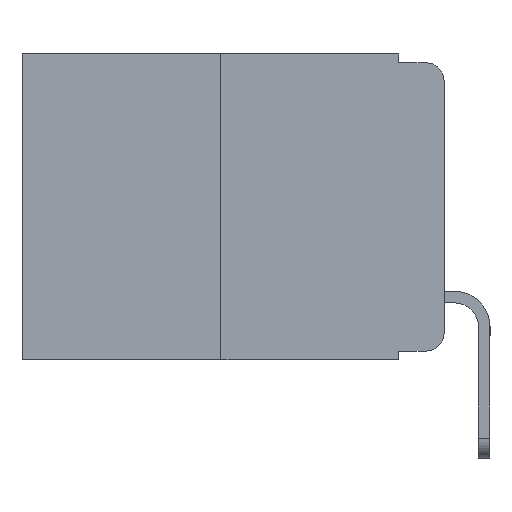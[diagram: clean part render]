
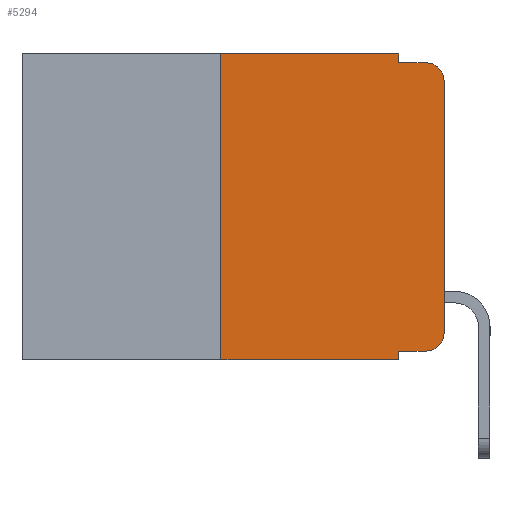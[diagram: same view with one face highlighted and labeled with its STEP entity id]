
A CAD part, left-side view. The second image highlights one B-rep face of the part: STEP entity #5294.
In plain terms, the highlighted planar face has unit normal (-1, 0, 0).
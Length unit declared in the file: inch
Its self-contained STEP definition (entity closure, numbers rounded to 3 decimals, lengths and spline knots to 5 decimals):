
#299 = VECTOR ( 'NONE', #5159, 39.37008 ) ;
#356 = DIRECTION ( 'NONE',  ( 0., -1., 0. ) ) ;
#631 = CARTESIAN_POINT ( 'NONE',  ( 0., 0., -0.03 ) ) ;
#905 = VERTEX_POINT ( 'NONE', #3321 ) ;
#984 = ORIENTED_EDGE ( 'NONE', *, *, #9741, .F. ) ;
#1214 = CARTESIAN_POINT ( 'NONE',  ( 0., 0.051, -0.343 ) ) ;
#1321 = CARTESIAN_POINT ( 'NONE',  ( 0., 0.02, -0.03 ) ) ;
#2635 = DIRECTION ( 'NONE',  ( 0., 0., -1. ) ) ;
#2699 = ORIENTED_EDGE ( 'NONE', *, *, #9743, .F. ) ;
#2966 = VECTOR ( 'NONE', #6556, 39.37008 ) ;
#3043 = ORIENTED_EDGE ( 'NONE', *, *, #9722, .T. ) ;
#3174 = CARTESIAN_POINT ( 'NONE',  ( 0., 0.02, -0.333 ) ) ;
#3220 = ORIENTED_EDGE ( 'NONE', *, *, #9801, .T. ) ;
#3321 = CARTESIAN_POINT ( 'NONE',  ( 0., 0.25, -0.343 ) ) ;
#3378 = VECTOR ( 'NONE', #13999, 39.37008 ) ;
#3901 = CARTESIAN_POINT ( 'NONE',  ( 0., 0.051, -0.01 ) ) ;
#3951 = CARTESIAN_POINT ( 'NONE',  ( 0., 0.051, 0. ) ) ;
#4154 = VECTOR ( 'NONE', #356, 39.37008 ) ;
#4380 = LINE ( 'NONE', #10392, #10622 ) ;
#4520 = ORIENTED_EDGE ( 'NONE', *, *, #9017, .F. ) ;
#4607 = VERTEX_POINT ( 'NONE', #6132 ) ;
#4863 = ORIENTED_EDGE ( 'NONE', *, *, #9765, .T. ) ;
#5159 = DIRECTION ( 'NONE',  ( 0., -1., 0. ) ) ;
#5215 = CARTESIAN_POINT ( 'NONE',  ( 0., 0.051, -0.333 ) ) ;
#5253 = EDGE_LOOP ( 'NONE', ( #5553, #3043, #6104, #984, #4520, #2699, #6117, #11214, #4863, #3220 ) ) ;
#5294 = ADVANCED_FACE ( 'NONE', ( #13227 ), #7861, .F. ) ;
#5318 = VERTEX_POINT ( 'NONE', #10144 ) ;
#5553 = ORIENTED_EDGE ( 'NONE', *, *, #9703, .T. ) ;
#6104 = ORIENTED_EDGE ( 'NONE', *, *, #9740, .F. ) ;
#6117 = ORIENTED_EDGE ( 'NONE', *, *, #9468, .T. ) ;
#6121 = CARTESIAN_POINT ( 'NONE',  ( 0., 0.02, -0.01 ) ) ;
#6132 = CARTESIAN_POINT ( 'NONE',  ( 0., 0.25, 0. ) ) ;
#6380 = LINE ( 'NONE', #5215, #2966 ) ;
#6556 = DIRECTION ( 'NONE',  ( 0., -1., 0. ) ) ;
#6616 = CARTESIAN_POINT ( 'NONE',  ( 0., 0.02, -0.313 ) ) ;
#6788 = LINE ( 'NONE', #13082, #3378 ) ;
#6794 = CARTESIAN_POINT ( 'NONE',  ( 0., 0.051, -0.333 ) ) ;
#7192 = LINE ( 'NONE', #3951, #14794 ) ;
#7197 = DIRECTION ( 'NONE',  ( 0., 0., -1. ) ) ;
#7326 = VERTEX_POINT ( 'NONE', #631 ) ;
#7578 = VECTOR ( 'NONE', #10146, 39.37008 ) ;
#7681 = CARTESIAN_POINT ( 'NONE',  ( 0., 0., 0. ) ) ;
#7789 = CARTESIAN_POINT ( 'NONE',  ( 0., 0.25, 0. ) ) ;
#7861 = PLANE ( 'NONE',  #14651 ) ;
#7905 = DIRECTION ( 'NONE',  ( 0., 0., -1. ) ) ;
#9017 = EDGE_CURVE ( 'NONE', #4607, #5318, #4380, .T. ) ;
#9062 = DIRECTION ( 'NONE',  ( 0., 0., 1. ) ) ;
#9468 = EDGE_CURVE ( 'NONE', #905, #14801, #13259, .T. ) ;
#9703 = EDGE_CURVE ( 'NONE', #11885, #7326, #11072, .T. ) ;
#9722 = EDGE_CURVE ( 'NONE', #7326, #13829, #12673, .T. ) ;
#9740 = EDGE_CURVE ( 'NONE', #11203, #13829, #10085, .T. ) ;
#9741 = EDGE_CURVE ( 'NONE', #5318, #11203, #6788, .T. ) ;
#9743 = EDGE_CURVE ( 'NONE', #905, #4607, #10405, .T. ) ;
#9763 = EDGE_CURVE ( 'NONE', #9871, #14801, #7192, .T. ) ;
#9765 = EDGE_CURVE ( 'NONE', #9871, #11794, #6380, .T. ) ;
#9801 = EDGE_CURVE ( 'NONE', #11794, #11885, #12107, .T. ) ;
#9871 = VERTEX_POINT ( 'NONE', #6794 ) ;
#10085 = LINE ( 'NONE', #3901, #299 ) ;
#10144 = CARTESIAN_POINT ( 'NONE',  ( 0., 0.051, 0. ) ) ;
#10146 = DIRECTION ( 'NONE',  ( 0., 0., 1. ) ) ;
#10198 = DIRECTION ( 'NONE',  ( -1., 0., 0. ) ) ;
#10392 = CARTESIAN_POINT ( 'NONE',  ( 0., 0.473, 0. ) ) ;
#10405 = LINE ( 'NONE', #7789, #12386 ) ;
#10534 = CARTESIAN_POINT ( 'NONE',  ( 0., 0.051, -0.01 ) ) ;
#10622 = VECTOR ( 'NONE', #11423, 39.37008 ) ;
#11072 = LINE ( 'NONE', #7681, #7578 ) ;
#11203 = VERTEX_POINT ( 'NONE', #10534 ) ;
#11214 = ORIENTED_EDGE ( 'NONE', *, *, #9763, .F. ) ;
#11423 = DIRECTION ( 'NONE',  ( 0., -1., 0. ) ) ;
#11794 = VERTEX_POINT ( 'NONE', #3174 ) ;
#11885 = VERTEX_POINT ( 'NONE', #12554 ) ;
#11932 = AXIS2_PLACEMENT_3D ( 'NONE', #1321, #10198, #2635 ) ;
#12107 = CIRCLE ( 'NONE', #13752, 0.02 ) ;
#12214 = DIRECTION ( 'NONE',  ( 0., 0., -1. ) ) ;
#12225 = DIRECTION ( 'NONE',  ( 1., 0., 0. ) ) ;
#12386 = VECTOR ( 'NONE', #9062, 39.37008 ) ;
#12470 = CARTESIAN_POINT ( 'NONE',  ( 0., 0.473, 0. ) ) ;
#12554 = CARTESIAN_POINT ( 'NONE',  ( 0., 0., -0.313 ) ) ;
#12673 = CIRCLE ( 'NONE', #11932, 0.02 ) ;
#13082 = CARTESIAN_POINT ( 'NONE',  ( 0., 0.051, 0. ) ) ;
#13227 = FACE_OUTER_BOUND ( 'NONE', #5253, .T. ) ;
#13259 = LINE ( 'NONE', #13265, #4154 ) ;
#13265 = CARTESIAN_POINT ( 'NONE',  ( 0., 0.473, -0.343 ) ) ;
#13752 = AXIS2_PLACEMENT_3D ( 'NONE', #6616, #14081, #7905 ) ;
#13829 = VERTEX_POINT ( 'NONE', #6121 ) ;
#13999 = DIRECTION ( 'NONE',  ( 0., 0., -1. ) ) ;
#14081 = DIRECTION ( 'NONE',  ( -1., 0., 0. ) ) ;
#14651 = AXIS2_PLACEMENT_3D ( 'NONE', #12470, #12225, #7197 ) ;
#14794 = VECTOR ( 'NONE', #12214, 39.37008 ) ;
#14801 = VERTEX_POINT ( 'NONE', #1214 ) ;
